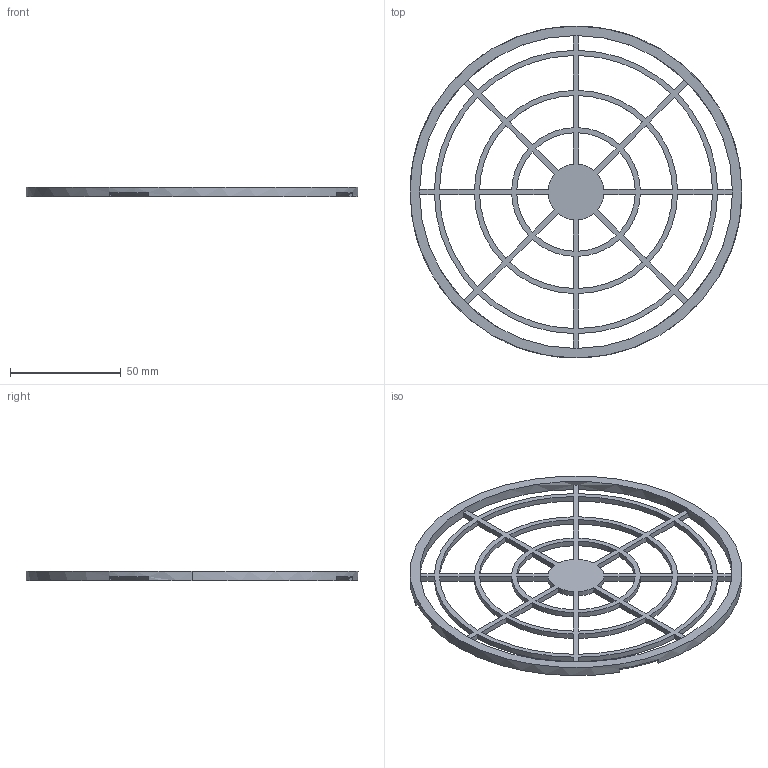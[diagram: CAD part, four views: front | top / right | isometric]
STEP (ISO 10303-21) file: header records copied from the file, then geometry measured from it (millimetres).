
FILE_DESCRIPTION (( 'STEP AP214' ), '1' );
FILE_NAME ('09650-R.STEP', '2020-04-06T03:27:15', ( '' ), ( '' ), 'SwSTEP 2.0', 'SolidWorks 2016', '' );
FILE_SCHEMA (( 'AUTOMOTIVE_DESIGN' ));
Length unit declared in the file: millimetre
Products named in the file (1): 09650-R
Bounding box: 150 x 150 x 4.5 mm (x, y, z)
Volume: 17310 mm3; surface area: 20986.8 mm2
Topology: 1 solids, 1 shells, 139 faces, 432 edges, 288 vertices
Faces by surface type: plane 75, cylinder 60, cone 4
Entity records: 5016 total; most frequent: ORIENTED_EDGE 864, CARTESIAN_POINT 860, DIRECTION 860, EDGE_CURVE 432, VERTEX_POINT 288, AXIS2_PLACEMENT_3D 288, LINE 284, VECTOR 284
